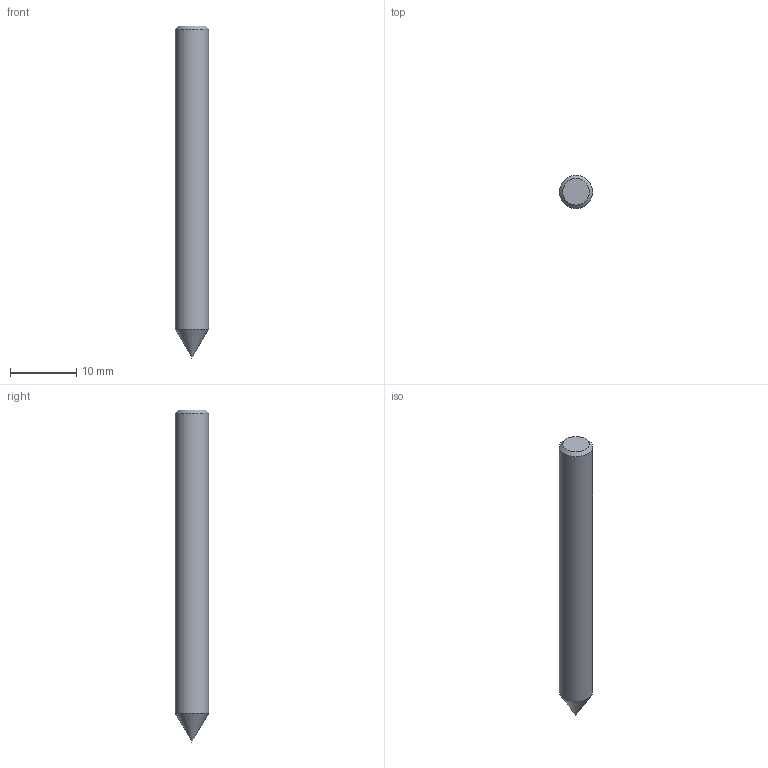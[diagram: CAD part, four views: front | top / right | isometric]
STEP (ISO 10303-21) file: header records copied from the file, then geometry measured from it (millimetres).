
FILE_DESCRIPTION (( 'STEP AP203' ), '1' );
FILE_NAME ('35082.step', '2021-11-24T08:55:44', ( '' ), ( '' ), 'SwSTEP 2.0', 'SolidWorks 2019', '' );
FILE_SCHEMA (( 'CONFIG_CONTROL_DESIGN' ));
Length unit declared in the file: millimetre
Products named in the file (1): 35082
Bounding box: 5 x 5 x 50 mm (x, y, z)
Volume: 923.2 mm3; surface area: 810.6 mm2
Topology: 2 solids, 2 shells, 6 faces, 8 edges, 5 vertices
Faces by surface type: plane 3, cone 2, cylinder 1
Full cylindrical faces by diameter (mm): 5 x1
Entity records: 179 total; most frequent: DIRECTION 22, CARTESIAN_POINT 15, AXIS2_PLACEMENT_3D 11, PERSON_AND_ORGANIZATION 8, ORIENTED_EDGE 8, EDGE_LOOP 8, FACE_OUTER_BOUND 7, ADVANCED_FACE 6
